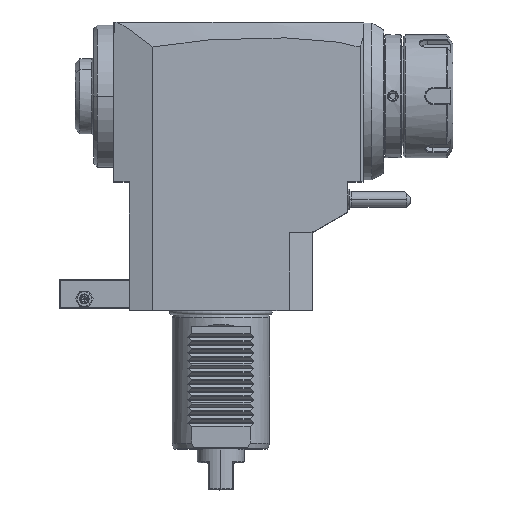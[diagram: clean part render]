
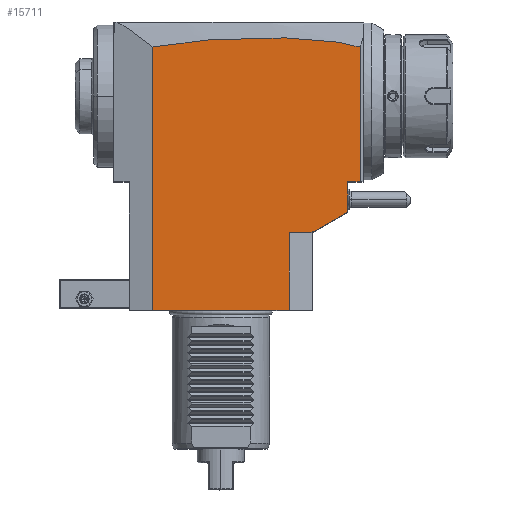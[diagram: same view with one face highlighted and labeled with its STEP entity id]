
A CAD part, top view. The second image highlights one B-rep face of the part: STEP entity #15711.
In plain terms, the highlighted planar face has unit normal (0, 0, 1).
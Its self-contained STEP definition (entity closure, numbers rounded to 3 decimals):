
#9=DIRECTION('',(-1.,0.,0.));
#10=VECTOR('',#9,70.);
#11=CARTESIAN_POINT('',(35.,0.,44.));
#12=LINE('',#11,#10);
#4552=DIRECTION('',(1.,0.,0.));
#4553=VECTOR('',#4552,11.);
#4554=CARTESIAN_POINT('',(35.,40.,44.));
#4555=LINE('',#4554,#4553);
#4568=DIRECTION('',(0.,1.,0.));
#4569=VECTOR('',#4568,40.);
#4570=CARTESIAN_POINT('',(35.,0.,44.));
#4571=LINE('',#4570,#4569);
#4600=DIRECTION('',(0.,-1.,0.));
#4601=VECTOR('',#4600,15.608);
#4602=CARTESIAN_POINT('',(65.,66.,44.));
#4603=LINE('',#4602,#4601);
#4604=DIRECTION('',(-0.866,-0.5,0.));
#4605=VECTOR('',#4604,20.785);
#4606=CARTESIAN_POINT('',(65.,50.392,44.));
#4607=LINE('',#4606,#4605);
#4608=DIRECTION('',(0.,1.,0.));
#4609=VECTOR('',#4608,0.577);
#4610=CARTESIAN_POINT('',(47.,40.,44.));
#4611=LINE('',#4610,#4609);
#4612=DIRECTION('',(0.866,0.5,0.));
#4613=VECTOR('',#4612,1.155);
#4614=CARTESIAN_POINT('',(46.,40.,44.));
#4615=LINE('',#4614,#4613);
#4616=DIRECTION('',(0.,1.,0.));
#4617=VECTOR('',#4616,135.17);
#4618=CARTESIAN_POINT('',(-35.,0.,44.));
#4619=LINE('',#4618,#4617);
#4620=CARTESIAN_POINT('',(71.5,135.054,44.));
#4621=CARTESIAN_POINT('',(71.148,135.177,44.));
#4622=CARTESIAN_POINT('',(70.419,135.419,44.));
#4623=CARTESIAN_POINT('',(69.237,135.77,44.));
#4624=CARTESIAN_POINT('',(68.,136.102,44.));
#4625=CARTESIAN_POINT('',(66.73,136.411,44.));
#4626=CARTESIAN_POINT('',(65.45,136.696,44.));
#4627=CARTESIAN_POINT('',(64.098,136.972,44.));
#4628=CARTESIAN_POINT('',(62.616,137.25,44.));
#4629=CARTESIAN_POINT('',(60.942,137.537,44.));
#4630=CARTESIAN_POINT('',(59.028,137.833,44.));
#4631=CARTESIAN_POINT('',(56.864,138.134,44.));
#4632=CARTESIAN_POINT('',(54.439,138.432,44.));
#4633=CARTESIAN_POINT('',(51.72,138.725,44.));
#4634=CARTESIAN_POINT('',(48.649,139.01,44.));
#4635=CARTESIAN_POINT('',(45.173,139.28,44.));
#4636=CARTESIAN_POINT('',(41.206,139.528,44.));
#4637=CARTESIAN_POINT('',(36.695,139.741,44.));
#4638=CARTESIAN_POINT('',(31.732,139.897,44.));
#4639=CARTESIAN_POINT('',(26.433,139.981,44.));
#4640=CARTESIAN_POINT('',(20.988,139.986,44.));
#4641=CARTESIAN_POINT('',(15.47,139.91,44.));
#4642=CARTESIAN_POINT('',(9.926,139.756,44.));
#4643=CARTESIAN_POINT('',(4.337,139.521,44.));
#4644=CARTESIAN_POINT('',(-1.298,139.202,44.));
#4645=CARTESIAN_POINT('',(-6.665,138.816,44.));
#4646=CARTESIAN_POINT('',(-11.42,138.406,44.));
#4647=CARTESIAN_POINT('',(-15.695,137.979,44.));
#4648=CARTESIAN_POINT('',(-19.682,137.528,44.));
#4649=CARTESIAN_POINT('',(-23.577,137.031,44.));
#4650=CARTESIAN_POINT('',(-27.425,136.481,44.));
#4651=CARTESIAN_POINT('',(-31.228,135.869,44.));
#4652=CARTESIAN_POINT('',(-33.747,135.413,44.));
#4653=CARTESIAN_POINT('',(-35.,135.17,44.));
#4655=DIRECTION('',(0.,-1.,0.));
#4656=VECTOR('',#4655,69.054);
#4657=CARTESIAN_POINT('',(71.5,135.054,44.));
#4658=LINE('',#4657,#4656);
#4659=DIRECTION('',(1.,0.,0.));
#4660=VECTOR('',#4659,6.5);
#4661=CARTESIAN_POINT('',(65.,66.,44.));
#4662=LINE('',#4661,#4660);
#10971=VERTEX_POINT('',#4620);
#10972=VERTEX_POINT('',#4653);
#10984=CARTESIAN_POINT('',(71.5,66.,44.));
#10985=VERTEX_POINT('',#10984);
#11004=CARTESIAN_POINT('',(35.,40.,44.));
#11005=CARTESIAN_POINT('',(46.,40.,44.));
#11006=VERTEX_POINT('',#11004);
#11007=VERTEX_POINT('',#11005);
#11344=CARTESIAN_POINT('',(35.,0.,44.));
#11345=CARTESIAN_POINT('',(-35.,0.,44.));
#11346=VERTEX_POINT('',#11344);
#11347=VERTEX_POINT('',#11345);
#11358=CARTESIAN_POINT('',(65.,50.392,44.));
#11359=CARTESIAN_POINT('',(47.,40.,44.));
#11360=VERTEX_POINT('',#11358);
#11361=VERTEX_POINT('',#11359);
#11418=CARTESIAN_POINT('',(47.,40.577,44.));
#11420=VERTEX_POINT('',#11418);
#11500=CARTESIAN_POINT('',(65.,66.,44.));
#11501=VERTEX_POINT('',#11500);
#15689=CARTESIAN_POINT('',(-53.475,40.,44.));
#15690=DIRECTION('',(0.,0.,1.));
#15691=DIRECTION('',(1.,0.,0.));
#15692=AXIS2_PLACEMENT_3D('',#15689,#15690,#15691);
#15693=PLANE('',#15692);
#15695=ORIENTED_EDGE('',*,*,#15694,.F.);
#15697=ORIENTED_EDGE('',*,*,#15696,.T.);
#15698=ORIENTED_EDGE('',*,*,#15609,.T.);
#15700=ORIENTED_EDGE('',*,*,#15699,.T.);
#15702=ORIENTED_EDGE('',*,*,#15701,.F.);
#15703=ORIENTED_EDGE('',*,*,#15629,.F.);
#15704=ORIENTED_EDGE('',*,*,#15646,.F.);
#15705=ORIENTED_EDGE('',*,*,#11519,.T.);
#15706=ORIENTED_EDGE('',*,*,#11679,.T.);
#15707=ORIENTED_EDGE('',*,*,#12137,.F.);
#15708=ORIENTED_EDGE('',*,*,#12154,.T.);
#15709=EDGE_LOOP('',(#15695,#15697,#15698,#15700,#15702,#15703,#15704,#15705,
#15706,#15707,#15708));
#15710=FACE_OUTER_BOUND('',#15709,.F.);
#4654=B_SPLINE_CURVE_WITH_KNOTS('',3,(#4620,#4621,#4622,#4623,#4624,#4625,#4626,
#4627,#4628,#4629,#4630,#4631,#4632,#4633,#4634,#4635,#4636,#4637,#4638,#4639,
#4640,#4641,#4642,#4643,#4644,#4645,#4646,#4647,#4648,#4649,#4650,#4651,#4652,
#4653),.UNSPECIFIED.,.F.,.F.,(4,1,1,1,1,1,1,1,1,1,1,1,1,1,1,1,1,1,1,1,1,1,1,1,1,
1,1,1,1,1,1,4),(0.,0.032,0.065,0.097,
0.129,0.161,0.194,0.226,
0.258,0.29,0.323,0.355,
0.387,0.419,0.452,0.484,
0.516,0.548,0.581,0.613,
0.645,0.677,0.71,0.742,
0.774,0.806,0.839,0.871,
0.903,0.935,0.968,1.),.UNSPECIFIED.);
#11519=EDGE_CURVE('',#11346,#11347,#12,.T.);
#11679=EDGE_CURVE('',#11347,#10972,#4619,.T.);
#12137=EDGE_CURVE('',#10971,#10972,#4654,.T.);
#12154=EDGE_CURVE('',#10971,#10985,#4658,.T.);
#15609=EDGE_CURVE('',#11360,#11361,#4607,.T.);
#15629=EDGE_CURVE('',#11006,#11007,#4555,.T.);
#15646=EDGE_CURVE('',#11346,#11006,#4571,.T.);
#15694=EDGE_CURVE('',#11501,#10985,#4662,.T.);
#15696=EDGE_CURVE('',#11501,#11360,#4603,.T.);
#15699=EDGE_CURVE('',#11361,#11420,#4611,.T.);
#15701=EDGE_CURVE('',#11007,#11420,#4615,.T.);
#15711=ADVANCED_FACE('',(#15710),#15693,.T.);
